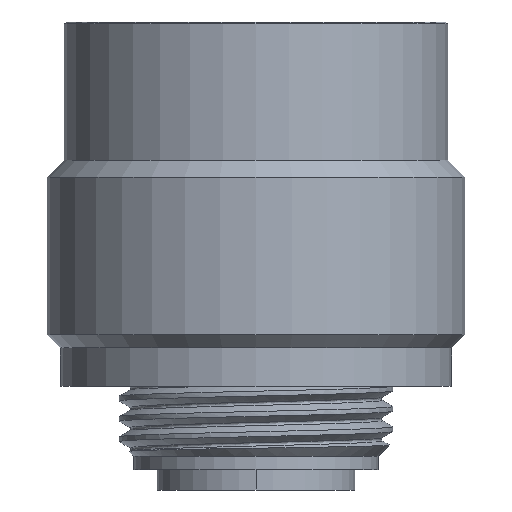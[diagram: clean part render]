
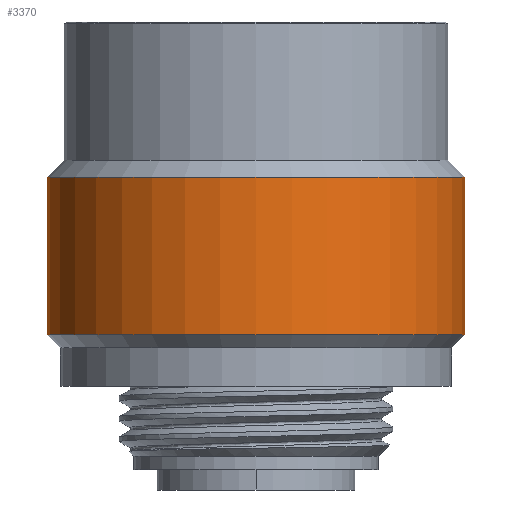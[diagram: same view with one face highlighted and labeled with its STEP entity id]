
A CAD part, front view. The second image highlights one B-rep face of the part: STEP entity #3370.
In plain terms, the highlighted cylindrical face has radius 10.9 mm (diameter 21.8 mm), a partial arc.
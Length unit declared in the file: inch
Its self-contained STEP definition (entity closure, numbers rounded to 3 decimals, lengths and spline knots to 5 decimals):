
#379=DIRECTION('',(0.,0.,-1.));
#380=VECTOR('',#379,0.32283);
#381=CARTESIAN_POINT('',(0.42913,0.,0.07677));
#382=LINE('',#381,#380);
#383=DIRECTION('',(0.,0.,-1.));
#384=VECTOR('',#383,0.32283);
#385=CARTESIAN_POINT('',(-0.42913,0.,0.07677));
#386=LINE('',#385,#384);
#387=CARTESIAN_POINT('',(0.,0.,0.07677));
#388=DIRECTION('',(0.,0.,-1.));
#389=DIRECTION('',(1.,0.,0.));
#390=AXIS2_PLACEMENT_3D('',#387,#388,#389);
#410=CARTESIAN_POINT('',(0.,0.,-0.24606));
#411=DIRECTION('',(0.,0.,-1.));
#412=DIRECTION('',(1.,0.,0.));
#413=AXIS2_PLACEMENT_3D('',#410,#411,#412);
#2657=CARTESIAN_POINT('',(0.42913,0.,0.07677));
#2659=VERTEX_POINT('',#2657);
#2660=CARTESIAN_POINT('',(0.42913,0.,-0.24606));
#2661=VERTEX_POINT('',#2660);
#2663=CARTESIAN_POINT('',(-0.42913,0.,0.07677));
#2665=VERTEX_POINT('',#2663);
#2666=CARTESIAN_POINT('',(-0.42913,0.,-0.24606));
#2667=VERTEX_POINT('',#2666);
#3356=CARTESIAN_POINT('',(0.,0.,-0.39327));
#3357=DIRECTION('',(0.,0.,1.));
#3358=DIRECTION('',(-1.,0.,0.));
#3359=AXIS2_PLACEMENT_3D('',#3356,#3357,#3358);
#3360=CYLINDRICAL_SURFACE('',#3359,0.42913);
#3362=ORIENTED_EDGE('',*,*,#3361,.T.);
#3364=ORIENTED_EDGE('',*,*,#3363,.T.);
#3366=ORIENTED_EDGE('',*,*,#3365,.F.);
#3367=ORIENTED_EDGE('',*,*,#3349,.F.);
#3368=EDGE_LOOP('',(#3362,#3364,#3366,#3367));
#3369=FACE_OUTER_BOUND('',#3368,.F.);
#3370=ADVANCED_FACE('',(#3369),#3360,.T.);
#391=CIRCLE('',#390,0.42913);
#414=CIRCLE('',#413,0.42913);
#3349=EDGE_CURVE('',#2659,#2665,#391,.T.);
#3361=EDGE_CURVE('',#2659,#2661,#382,.T.);
#3363=EDGE_CURVE('',#2661,#2667,#414,.T.);
#3365=EDGE_CURVE('',#2665,#2667,#386,.T.);
